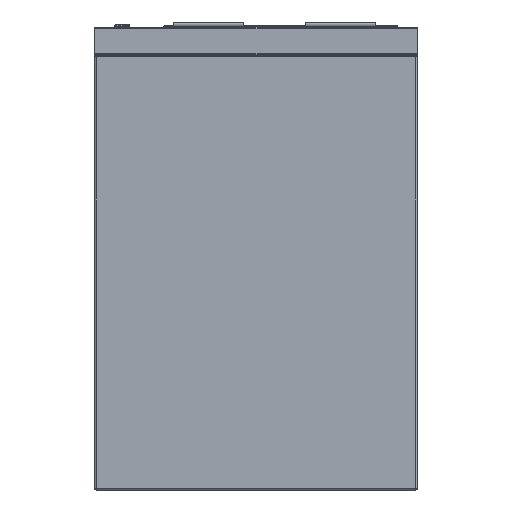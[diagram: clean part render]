
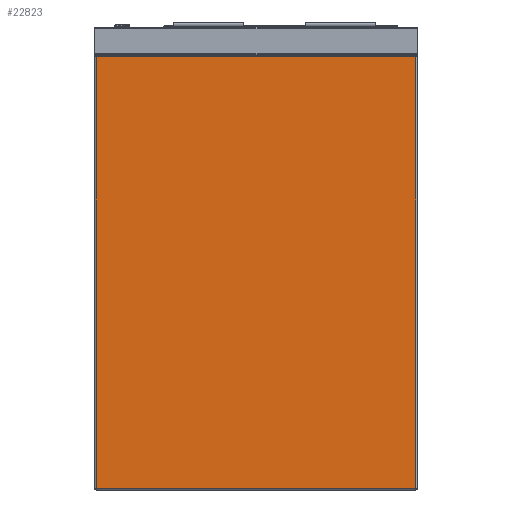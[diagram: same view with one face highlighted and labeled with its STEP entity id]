
A CAD part, left-side view. The second image highlights one B-rep face of the part: STEP entity #22823.
In plain terms, the highlighted planar face has unit normal (-1, 0, 0).
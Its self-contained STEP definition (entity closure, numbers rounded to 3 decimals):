
#91 = CARTESIAN_POINT ( 'NONE',  ( -260., -230., -658. ) ) ;
#1072 = VECTOR ( 'NONE', #12913, 1000. ) ;
#2388 = LINE ( 'NONE', #17546, #8961 ) ;
#3574 = EDGE_CURVE ( 'NONE', #29724, #8031, #28446, .T. ) ;
#3748 = CARTESIAN_POINT ( 'NONE',  ( -260., 228., -660. ) ) ;
#4390 = CARTESIAN_POINT ( 'NONE',  ( -260., -228., -658. ) ) ;
#5001 = AXIS2_PLACEMENT_3D ( 'NONE', #26714, #24895, #21621 ) ;
#6823 = VERTEX_POINT ( 'NONE', #4390 ) ;
#6941 = FACE_OUTER_BOUND ( 'NONE', #9491, .T. ) ;
#7623 = CARTESIAN_POINT ( 'NONE',  ( -260., 230., -42. ) ) ;
#7643 = LINE ( 'NONE', #91, #1072 ) ;
#8031 = VERTEX_POINT ( 'NONE', #19106 ) ;
#8961 = VECTOR ( 'NONE', #15849, 1000. ) ;
#9232 = ORIENTED_EDGE ( 'NONE', *, *, #22438, .T. ) ;
#9491 = EDGE_LOOP ( 'NONE', ( #18692, #9232, #16467, #15566 ) ) ;
#11326 = DIRECTION ( 'NONE',  ( 0., 0., -1. ) ) ;
#12913 = DIRECTION ( 'NONE',  ( 0., -1., 0. ) ) ;
#13053 = DIRECTION ( 'NONE',  ( 0., 1., 0. ) ) ;
#14865 = PLANE ( 'NONE',  #5001 ) ;
#15197 = VECTOR ( 'NONE', #13053, 1000. ) ;
#15372 = LINE ( 'NONE', #7623, #15197 ) ;
#15566 = ORIENTED_EDGE ( 'NONE', *, *, #26956, .T. ) ;
#15849 = DIRECTION ( 'NONE',  ( 0., 0., 1. ) ) ;
#16467 = ORIENTED_EDGE ( 'NONE', *, *, #3574, .T. ) ;
#17546 = CARTESIAN_POINT ( 'NONE',  ( -260., -228., -660. ) ) ;
#18692 = ORIENTED_EDGE ( 'NONE', *, *, #28777, .T. ) ;
#18748 = VERTEX_POINT ( 'NONE', #19688 ) ;
#19106 = CARTESIAN_POINT ( 'NONE',  ( -260., 228., -658. ) ) ;
#19688 = CARTESIAN_POINT ( 'NONE',  ( -260., -228., -42. ) ) ;
#21621 = DIRECTION ( 'NONE',  ( 0., 0., 1. ) ) ;
#22438 = EDGE_CURVE ( 'NONE', #18748, #29724, #15372, .T. ) ;
#22823 = ADVANCED_FACE ( 'Fl�che7', ( #6941 ), #14865, .T. ) ;
#24895 = DIRECTION ( 'NONE',  ( -1., 0., 0. ) ) ;
#26356 = VECTOR ( 'NONE', #11326, 1000. ) ;
#26714 = CARTESIAN_POINT ( 'NONE',  ( -260., -230., -660. ) ) ;
#26956 = EDGE_CURVE ( 'NONE', #8031, #6823, #7643, .T. ) ;
#28436 = CARTESIAN_POINT ( 'NONE',  ( -260., 228., -42. ) ) ;
#28446 = LINE ( 'NONE', #3748, #26356 ) ;
#28777 = EDGE_CURVE ( 'NONE', #6823, #18748, #2388, .T. ) ;
#29724 = VERTEX_POINT ( 'NONE', #28436 ) ;
